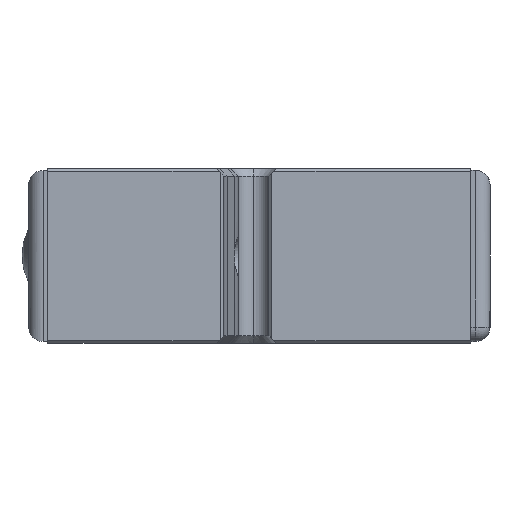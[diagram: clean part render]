
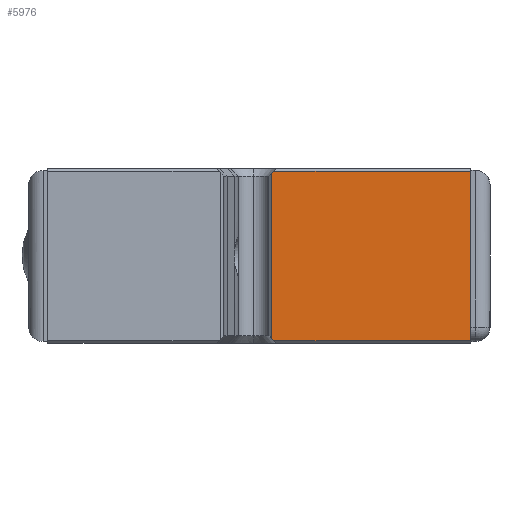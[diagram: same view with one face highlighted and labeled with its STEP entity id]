
A CAD part, left-side view. The second image highlights one B-rep face of the part: STEP entity #5976.
In plain terms, the highlighted planar face has unit normal (-1, 0, 0).
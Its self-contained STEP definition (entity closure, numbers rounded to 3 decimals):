
#73 = LINE ( 'NONE', #6250, #4440 ) ;
#239 = VECTOR ( 'NONE', #620, 1000. ) ;
#364 = VECTOR ( 'NONE', #2420, 1000. ) ;
#620 = DIRECTION ( 'NONE',  ( 0., 0., -1. ) ) ;
#648 = CARTESIAN_POINT ( 'NONE',  ( -42.75, -1.3, 9.1 ) ) ;
#859 = VECTOR ( 'NONE', #3449, 1000. ) ;
#911 = DIRECTION ( 'NONE',  ( 0., 0., -1. ) ) ;
#1062 = ORIENTED_EDGE ( 'NONE', *, *, #5228, .T. ) ;
#1088 = VECTOR ( 'NONE', #6277, 1000. ) ;
#1120 = CARTESIAN_POINT ( 'NONE',  ( -42.75, -22., -8.8 ) ) ;
#1360 = CARTESIAN_POINT ( 'NONE',  ( -42.75, -1.3, 8.6 ) ) ;
#1420 = CARTESIAN_POINT ( 'NONE',  ( -42.75, -1., 8.3 ) ) ;
#1576 = FACE_OUTER_BOUND ( 'NONE', #5073, .T. ) ;
#1805 = DIRECTION ( 'NONE',  ( 0., 1., 0. ) ) ;
#1850 = CARTESIAN_POINT ( 'NONE',  ( -42.75, -22., 9.1 ) ) ;
#1979 = LINE ( 'NONE', #4951, #364 ) ;
#2073 = ORIENTED_EDGE ( 'NONE', *, *, #4325, .T. ) ;
#2283 = EDGE_CURVE ( 'NONE', #4349, #5578, #5268, .T. ) ;
#2308 = VERTEX_POINT ( 'NONE', #2506 ) ;
#2355 = VECTOR ( 'NONE', #1805, 1000. ) ;
#2400 = LINE ( 'NONE', #4241, #1088 ) ;
#2420 = DIRECTION ( 'NONE',  ( 0., -1., 0. ) ) ;
#2421 = VERTEX_POINT ( 'NONE', #1120 ) ;
#2506 = CARTESIAN_POINT ( 'NONE',  ( -42.75, -1.5, -8.8 ) ) ;
#2615 = EDGE_CURVE ( 'NONE', #4002, #2421, #73, .T. ) ;
#2742 = CARTESIAN_POINT ( 'NONE',  ( -42.75, -1.5, 8.8 ) ) ;
#2901 = DIRECTION ( 'NONE',  ( 1., 0., 0. ) ) ;
#3181 = CARTESIAN_POINT ( 'NONE',  ( -42.75, -1.3, -8.6 ) ) ;
#3318 = DIRECTION ( 'NONE',  ( 0., 0., -1. ) ) ;
#3406 = ORIENTED_EDGE ( 'NONE', *, *, #4869, .T. ) ;
#3449 = DIRECTION ( 'NONE',  ( 0., 0.707, -0.707 ) ) ;
#3652 = VERTEX_POINT ( 'NONE', #3181 ) ;
#3725 = ORIENTED_EDGE ( 'NONE', *, *, #2615, .F. ) ;
#4002 = VERTEX_POINT ( 'NONE', #5916 ) ;
#4241 = CARTESIAN_POINT ( 'NONE',  ( -42.75, -1.8, -9.1 ) ) ;
#4325 = EDGE_CURVE ( 'NONE', #3652, #2308, #2400, .T. ) ;
#4344 = AXIS2_PLACEMENT_3D ( 'NONE', #1850, #2901, #911 ) ;
#4349 = VERTEX_POINT ( 'NONE', #2742 ) ;
#4440 = VECTOR ( 'NONE', #3318, 1000. ) ;
#4869 = EDGE_CURVE ( 'NONE', #5578, #3652, #5269, .T. ) ;
#4951 = CARTESIAN_POINT ( 'NONE',  ( -42.75, -22., -8.8 ) ) ;
#5073 = EDGE_LOOP ( 'NONE', ( #3725, #6243, #5746, #3406, #2073, #1062 ) ) ;
#5155 = LINE ( 'NONE', #6129, #2355 ) ;
#5228 = EDGE_CURVE ( 'NONE', #2308, #2421, #1979, .T. ) ;
#5268 = LINE ( 'NONE', #1420, #859 ) ;
#5269 = LINE ( 'NONE', #648, #239 ) ;
#5481 = EDGE_CURVE ( 'NONE', #4002, #4349, #5155, .T. ) ;
#5578 = VERTEX_POINT ( 'NONE', #1360 ) ;
#5746 = ORIENTED_EDGE ( 'NONE', *, *, #2283, .T. ) ;
#5848 = PLANE ( 'NONE',  #4344 ) ;
#5916 = CARTESIAN_POINT ( 'NONE',  ( -42.75, -22., 8.8 ) ) ;
#5976 = ADVANCED_FACE ( 'NONE', ( #1576 ), #5848, .F. ) ;
#6129 = CARTESIAN_POINT ( 'NONE',  ( -42.75, -22., 8.8 ) ) ;
#6243 = ORIENTED_EDGE ( 'NONE', *, *, #5481, .T. ) ;
#6250 = CARTESIAN_POINT ( 'NONE',  ( -42.75, -22., 9.1 ) ) ;
#6277 = DIRECTION ( 'NONE',  ( 0., -0.707, -0.707 ) ) ;
